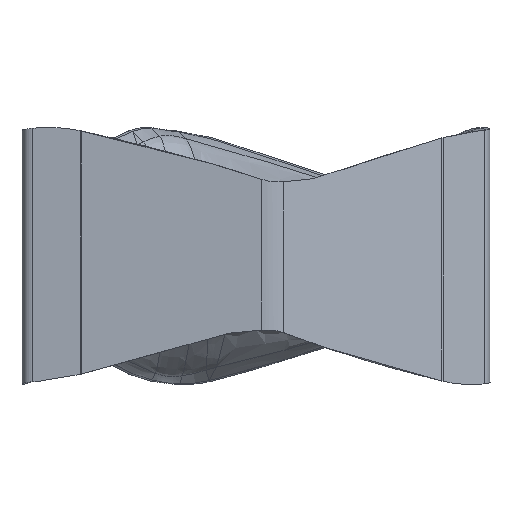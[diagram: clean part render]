
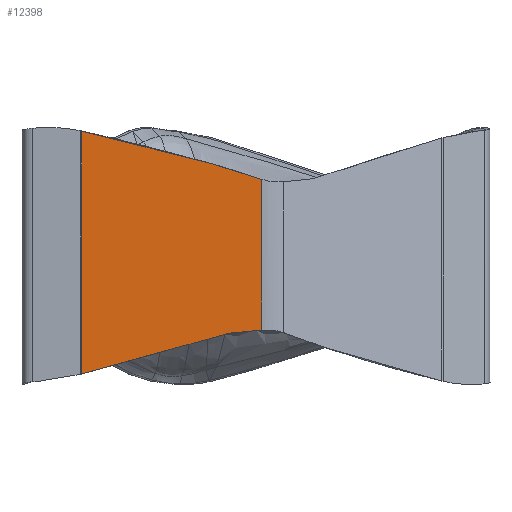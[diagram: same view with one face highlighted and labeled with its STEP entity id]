
A CAD part, front view. The second image highlights one B-rep face of the part: STEP entity #12398.
In plain terms, the highlighted planar face has unit normal (-0.032, -1, 0).
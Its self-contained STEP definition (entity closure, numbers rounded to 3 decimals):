
#2178=DIRECTION('',(0.,0.,1.));
#2179=VECTOR('',#2178,8.507);
#2180=CARTESIAN_POINT('',(-5.04,-6.842,
-1.631));
#2181=LINE('',#2180,#2179);
#2182=CARTESIAN_POINT('',(-5.04,-6.842,
6.875));
#2183=CARTESIAN_POINT('',(-4.804,-6.85,
6.825));
#2184=CARTESIAN_POINT('',(-4.356,-6.864,
6.728));
#2185=CARTESIAN_POINT('',(-3.762,-6.883,
6.593));
#2186=CARTESIAN_POINT('',(-3.229,-6.9,
6.467));
#2187=CARTESIAN_POINT('',(-2.751,-6.916,
6.35));
#2188=CARTESIAN_POINT('',(-2.32,-6.929,
6.241));
#2189=CARTESIAN_POINT('',(-1.931,-6.942,
6.139));
#2190=CARTESIAN_POINT('',(-1.579,-6.953,
6.045));
#2191=CARTESIAN_POINT('',(-1.259,-6.963,
5.957));
#2192=CARTESIAN_POINT('',(-0.969,-6.973,
5.875));
#2193=CARTESIAN_POINT('',(-0.703,-6.981,
5.799));
#2194=CARTESIAN_POINT('',(-0.462,-6.989,
5.728));
#2195=CARTESIAN_POINT('',(-0.241,-6.996,
5.662));
#2196=CARTESIAN_POINT('',(-0.039,-7.002,
5.601));
#2197=CARTESIAN_POINT('',(0.146,-7.008,
5.544));
#2198=CARTESIAN_POINT('',(0.316,-7.014,
5.491));
#2199=CARTESIAN_POINT('',(0.472,-7.019,
5.442));
#2200=CARTESIAN_POINT('',(0.615,-7.023,
5.396));
#2201=CARTESIAN_POINT('',(0.747,-7.028,
5.354));
#2202=CARTESIAN_POINT('',(0.869,-7.031,
5.314));
#2203=CARTESIAN_POINT('',(0.981,-7.035,
5.277));
#2204=CARTESIAN_POINT('',(1.084,-7.038,5.243));
#2205=CARTESIAN_POINT('',(1.179,-7.041,5.211));
#2206=CARTESIAN_POINT('',(1.238,-7.043,5.191));
#2207=CARTESIAN_POINT('',(1.266,-7.044,5.182));
#2209=CARTESIAN_POINT('',(1.266,-7.044,
-0.095));
#2210=CARTESIAN_POINT('',(1.162,-7.041,
-0.096));
#2211=CARTESIAN_POINT('',(0.955,-7.034,
-0.103));
#2212=CARTESIAN_POINT('',(0.644,-7.024,
-0.128));
#2213=CARTESIAN_POINT('',(0.336,-7.014,
-0.166));
#2214=CARTESIAN_POINT('',(0.027,-7.004,
-0.218));
#2215=CARTESIAN_POINT('',(-0.274,-6.995,
-0.284));
#2216=CARTESIAN_POINT('',(-0.564,-6.986,
-0.36));
#2217=CARTESIAN_POINT('',(-0.889,-6.975,
-0.462));
#2218=CARTESIAN_POINT('',(-1.244,-6.964,
-0.569));
#2219=CARTESIAN_POINT('',(-1.635,-6.951,
-0.686));
#2220=CARTESIAN_POINT('',(-2.065,-6.937,
-0.813));
#2221=CARTESIAN_POINT('',(-2.539,-6.922,-0.95));
#2222=CARTESIAN_POINT('',(-3.065,-6.905,
-1.099));
#2223=CARTESIAN_POINT('',(-3.648,-6.887,
-1.261));
#2224=CARTESIAN_POINT('',(-4.297,-6.866,
-1.437));
#2225=CARTESIAN_POINT('',(-4.784,-6.85,
-1.565));
#2226=CARTESIAN_POINT('',(-5.04,-6.842,
-1.631));
#2321=DIRECTION('',(0.,0.,1.));
#2322=VECTOR('',#2321,5.277);
#2323=CARTESIAN_POINT('',(1.266,-7.044,
-0.095));
#2324=LINE('',#2323,#2322);
#5887=VERTEX_POINT('',#2182);
#5888=VERTEX_POINT('',#2207);
#5893=CARTESIAN_POINT('',(-5.04,-6.842,
-1.631));
#5894=VERTEX_POINT('',#5893);
#5895=CARTESIAN_POINT('',(1.266,-7.044,
-0.095));
#5896=VERTEX_POINT('',#5895);
#12384=CARTESIAN_POINT('',(-5.067,-6.841,
-7.581));
#12385=DIRECTION('',(-0.032,-0.999,0.));
#12386=DIRECTION('',(0.999,-0.032,0.));
#12387=AXIS2_PLACEMENT_3D('',#12384,#12385,#12386);
#12388=PLANE('',#12387);
#12390=ORIENTED_EDGE('',*,*,#12389,.T.);
#12391=ORIENTED_EDGE('',*,*,#12358,.T.);
#12393=ORIENTED_EDGE('',*,*,#12392,.F.);
#12395=ORIENTED_EDGE('',*,*,#12394,.T.);
#12396=EDGE_LOOP('',(#12390,#12391,#12393,#12395));
#12397=FACE_OUTER_BOUND('',#12396,.F.);
#2208=B_SPLINE_CURVE_WITH_KNOTS('',3,(#2182,#2183,#2184,#2185,#2186,#2187,#2188,
#2189,#2190,#2191,#2192,#2193,#2194,#2195,#2196,#2197,#2198,#2199,#2200,#2201,
#2202,#2203,#2204,#2205,#2206,#2207),.UNSPECIFIED.,.F.,.F.,(4,1,1,1,1,1,1,1,1,1,
1,1,1,1,1,1,1,1,1,1,1,1,1,4),(0.,0.043,0.087,
0.13,0.174,0.217,0.261,
0.304,0.348,0.391,0.435,
0.478,0.522,0.565,0.609,
0.652,0.696,0.739,0.783,
0.826,0.87,0.913,0.957,1.),
.UNSPECIFIED.);
#2227=B_SPLINE_CURVE_WITH_KNOTS('',3,(#2209,#2210,#2211,#2212,#2213,#2214,#2215,
#2216,#2217,#2218,#2219,#2220,#2221,#2222,#2223,#2224,#2225,#2226),
.UNSPECIFIED.,.F.,.F.,(4,1,1,1,1,1,1,1,1,1,1,1,1,1,1,4),(0.,0.067,
0.133,0.2,0.267,0.333,0.4,
0.467,0.533,0.6,0.667,0.733,
0.8,0.867,0.933,1.),.UNSPECIFIED.);
#12358=EDGE_CURVE('',#5887,#5888,#2208,.T.);
#12389=EDGE_CURVE('',#5894,#5887,#2181,.T.);
#12392=EDGE_CURVE('',#5896,#5888,#2324,.T.);
#12394=EDGE_CURVE('',#5896,#5894,#2227,.T.);
#12398=ADVANCED_FACE('',(#12397),#12388,.T.);
